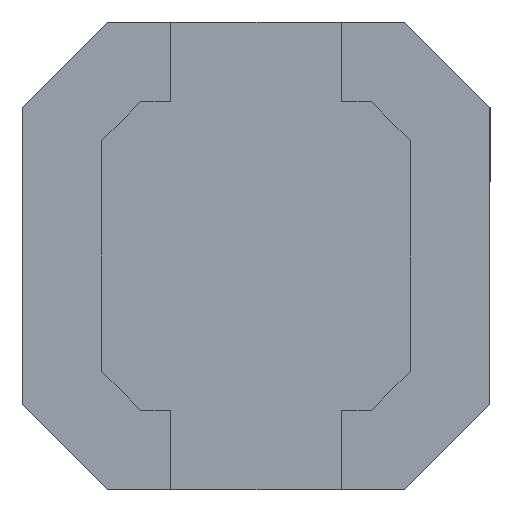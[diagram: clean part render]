
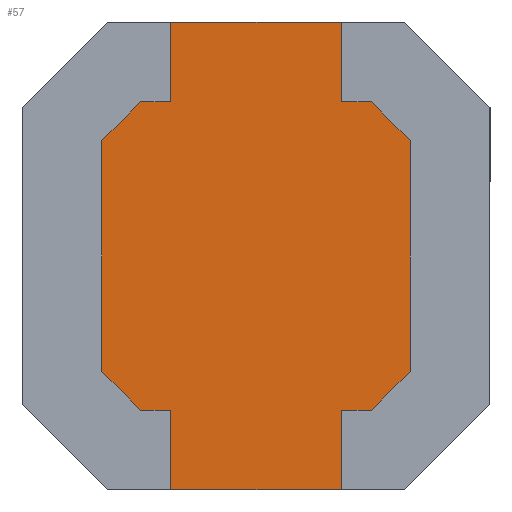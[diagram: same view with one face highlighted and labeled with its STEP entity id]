
A CAD part, front view. The second image highlights one B-rep face of the part: STEP entity #57.
In plain terms, the highlighted planar face has unit normal (0, -1, 0).
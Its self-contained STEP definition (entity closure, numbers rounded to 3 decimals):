
#31 = EDGE_CURVE ( 'NONE', #46, #48, #968, .T. ) ;
#33 = ORIENTED_EDGE ( 'NONE', *, *, #45, .T. ) ;
#34 = ORIENTED_EDGE ( 'NONE', *, *, #58, .F. ) ;
#35 = EDGE_CURVE ( 'NONE', #48, #39, #971, .T. ) ;
#38 = ORIENTED_EDGE ( 'NONE', *, *, #70, .F. ) ;
#39 = VERTEX_POINT ( 'NONE', #993 ) ;
#41 = ORIENTED_EDGE ( 'NONE', *, *, #74, .T. ) ;
#42 = ORIENTED_EDGE ( 'NONE', *, *, #44, .T. ) ;
#43 = ORIENTED_EDGE ( 'NONE', *, *, #35, .T. ) ;
#44 = EDGE_CURVE ( 'NONE', #68, #63, #1016, .T. ) ;
#45 = EDGE_CURVE ( 'NONE', #63, #46, #1006, .T. ) ;
#46 = VERTEX_POINT ( 'NONE', #986 ) ;
#48 = VERTEX_POINT ( 'NONE', #1007 ) ;
#49 = EDGE_CURVE ( 'NONE', #62, #56, #1042, .T. ) ;
#50 = ORIENTED_EDGE ( 'NONE', *, *, #139, .T. ) ;
#53 = VERTEX_POINT ( 'NONE', #1043 ) ;
#54 = EDGE_LOOP ( 'NONE', ( #71, #41, #42, #33, #60, #43, #38, #34, #55, #50, #135, #136, #169, #158, #165, #174 ) ) ;
#55 = ORIENTED_EDGE ( 'NONE', *, *, #49, .F. ) ;
#56 = VERTEX_POINT ( 'NONE', #1046 ) ;
#57 = ADVANCED_FACE ( 'NONE', ( #1034 ), #1038, .F. ) ;
#58 = EDGE_CURVE ( 'NONE', #56, #64, #1066, .T. ) ;
#60 = ORIENTED_EDGE ( 'NONE', *, *, #31, .T. ) ;
#62 = VERTEX_POINT ( 'NONE', #1063 ) ;
#63 = VERTEX_POINT ( 'NONE', #1049 ) ;
#64 = VERTEX_POINT ( 'NONE', #985 ) ;
#68 = VERTEX_POINT ( 'NONE', #1047 ) ;
#69 = VERTEX_POINT ( 'NONE', #1062 ) ;
#70 = EDGE_CURVE ( 'NONE', #64, #39, #1101, .T. ) ;
#71 = ORIENTED_EDGE ( 'NONE', *, *, #72, .F. ) ;
#72 = EDGE_CURVE ( 'NONE', #53, #69, #1096, .T. ) ;
#74 = EDGE_CURVE ( 'NONE', #53, #68, #1087, .T. ) ;
#76 = CARTESIAN_POINT ( 'NONE',  ( 0.75, 0.15, 2.053 ) ) ;
#82 = CARTESIAN_POINT ( 'NONE',  ( 1.013, 0.15, 1.353 ) ) ;
#85 = CARTESIAN_POINT ( 'NONE',  ( 0.75, 0.15, 1.353 ) ) ;
#132 = VERTEX_POINT ( 'NONE', #1258 ) ;
#133 = EDGE_CURVE ( 'NONE', #144, #141, #1275, .T. ) ;
#135 = ORIENTED_EDGE ( 'NONE', *, *, #133, .T. ) ;
#136 = ORIENTED_EDGE ( 'NONE', *, *, #176, .T. ) ;
#139 = EDGE_CURVE ( 'NONE', #62, #144, #1262, .T. ) ;
#141 = VERTEX_POINT ( 'NONE', #1274 ) ;
#144 = VERTEX_POINT ( 'NONE', #1312 ) ;
#158 = ORIENTED_EDGE ( 'NONE', *, *, #170, .F. ) ;
#159 = EDGE_CURVE ( 'NONE', #167, #168, #1332, .T. ) ;
#160 = EDGE_CURVE ( 'NONE', #69, #167, #1327, .T. ) ;
#165 = ORIENTED_EDGE ( 'NONE', *, *, #159, .F. ) ;
#167 = VERTEX_POINT ( 'NONE', #76 ) ;
#168 = VERTEX_POINT ( 'NONE', #85 ) ;
#169 = ORIENTED_EDGE ( 'NONE', *, *, #172, .F. ) ;
#170 = EDGE_CURVE ( 'NONE', #168, #132, #910, .T. ) ;
#172 = EDGE_CURVE ( 'NONE', #132, #177, #697, .T. ) ;
#174 = ORIENTED_EDGE ( 'NONE', *, *, #160, .F. ) ;
#176 = EDGE_CURVE ( 'NONE', #141, #177, #1356, .T. ) ;
#177 = VERTEX_POINT ( 'NONE', #1358 ) ;
#697 = LINE ( 'NONE', #82, #1110 ) ;
#893 = CARTESIAN_POINT ( 'NONE',  ( 0.75, 0.15, 1.353 ) ) ;
#910 = LINE ( 'NONE', #893, #913 ) ;
#912 = DIRECTION ( 'NONE',  ( 1., 0., 0. ) ) ;
#913 = VECTOR ( 'NONE', #912, 1000. ) ;
#963 = CARTESIAN_POINT ( 'NONE',  ( -1.013, 0.15, -1.353 ) ) ;
#965 = DIRECTION ( 'NONE',  ( 0.707, 0., -0.707 ) ) ;
#966 = VECTOR ( 'NONE', #965, 1000. ) ;
#967 = CARTESIAN_POINT ( 'NONE',  ( -1.353, 0.15, -1.013 ) ) ;
#968 = LINE ( 'NONE', #967, #966 ) ;
#971 = LINE ( 'NONE', #963, #988 ) ;
#985 = CARTESIAN_POINT ( 'NONE',  ( -0.75, 0.15, -2.053 ) ) ;
#986 = CARTESIAN_POINT ( 'NONE',  ( -1.353, 0.15, -1.013 ) ) ;
#987 = DIRECTION ( 'NONE',  ( 1., 0., 0. ) ) ;
#988 = VECTOR ( 'NONE', #987, 1000. ) ;
#990 = DIRECTION ( 'NONE',  ( -0.707, 0., -0.707 ) ) ;
#991 = VECTOR ( 'NONE', #990, 1000. ) ;
#992 = CARTESIAN_POINT ( 'NONE',  ( -1.013, 0.15, 1.353 ) ) ;
#993 = CARTESIAN_POINT ( 'NONE',  ( -0.75, 0.15, -1.353 ) ) ;
#1003 = DIRECTION ( 'NONE',  ( 0., 0., -1. ) ) ;
#1004 = VECTOR ( 'NONE', #1003, 1000. ) ;
#1005 = CARTESIAN_POINT ( 'NONE',  ( -1.353, 0.15, 1.013 ) ) ;
#1006 = LINE ( 'NONE', #1005, #1004 ) ;
#1007 = CARTESIAN_POINT ( 'NONE',  ( -1.013, 0.15, -1.353 ) ) ;
#1016 = LINE ( 'NONE', #992, #991 ) ;
#1018 = AXIS2_PLACEMENT_3D ( 'NONE', #1020, #1070, #1069 ) ;
#1020 = CARTESIAN_POINT ( 'NONE',  ( 0.75, 0.15, 2.053 ) ) ;
#1021 = CARTESIAN_POINT ( 'NONE',  ( 0.75, 0.15, -2.053 ) ) ;
#1034 = FACE_OUTER_BOUND ( 'NONE', #54, .T. ) ;
#1038 = PLANE ( 'NONE',  #1018 ) ;
#1039 = DIRECTION ( 'NONE',  ( 0., 0., -1. ) ) ;
#1040 = VECTOR ( 'NONE', #1039, 1000. ) ;
#1041 = CARTESIAN_POINT ( 'NONE',  ( 0.75, 0.15, 2.053 ) ) ;
#1042 = LINE ( 'NONE', #1041, #1040 ) ;
#1043 = CARTESIAN_POINT ( 'NONE',  ( -0.75, 0.15, 1.353 ) ) ;
#1046 = CARTESIAN_POINT ( 'NONE',  ( 0.75, 0.15, -2.053 ) ) ;
#1047 = CARTESIAN_POINT ( 'NONE',  ( -1.013, 0.15, 1.353 ) ) ;
#1049 = CARTESIAN_POINT ( 'NONE',  ( -1.353, 0.15, 1.013 ) ) ;
#1062 = CARTESIAN_POINT ( 'NONE',  ( -0.75, 0.15, 2.053 ) ) ;
#1063 = CARTESIAN_POINT ( 'NONE',  ( 0.75, 0.15, -1.353 ) ) ;
#1064 = DIRECTION ( 'NONE',  ( -1., 0., 0. ) ) ;
#1065 = VECTOR ( 'NONE', #1064, 1000. ) ;
#1066 = LINE ( 'NONE', #1021, #1065 ) ;
#1069 = DIRECTION ( 'NONE',  ( 0., 0., 1. ) ) ;
#1070 = DIRECTION ( 'NONE',  ( 0., 1., 0. ) ) ;
#1084 = DIRECTION ( 'NONE',  ( -1., 0., 0. ) ) ;
#1085 = VECTOR ( 'NONE', #1084, 1000. ) ;
#1086 = CARTESIAN_POINT ( 'NONE',  ( -0.75, 0.15, 1.353 ) ) ;
#1087 = LINE ( 'NONE', #1086, #1085 ) ;
#1093 = DIRECTION ( 'NONE',  ( 0., 0., 1. ) ) ;
#1094 = VECTOR ( 'NONE', #1093, 1000. ) ;
#1095 = CARTESIAN_POINT ( 'NONE',  ( -0.75, 0.15, 2.053 ) ) ;
#1096 = LINE ( 'NONE', #1095, #1094 ) ;
#1098 = DIRECTION ( 'NONE',  ( 0., 0., 1. ) ) ;
#1099 = VECTOR ( 'NONE', #1098, 1000. ) ;
#1100 = CARTESIAN_POINT ( 'NONE',  ( -0.75, 0.15, 2.053 ) ) ;
#1101 = LINE ( 'NONE', #1100, #1099 ) ;
#1110 = VECTOR ( 'NONE', #1119, 1000. ) ;
#1119 = DIRECTION ( 'NONE',  ( 0.707, 0., -0.707 ) ) ;
#1258 = CARTESIAN_POINT ( 'NONE',  ( 1.013, 0.15, 1.353 ) ) ;
#1261 = VECTOR ( 'NONE', #1264, 1000. ) ;
#1262 = LINE ( 'NONE', #1273, #1261 ) ;
#1264 = DIRECTION ( 'NONE',  ( 1., 0., 0. ) ) ;
#1269 = DIRECTION ( 'NONE',  ( 0.707, 0., 0.707 ) ) ;
#1270 = VECTOR ( 'NONE', #1269, 1000. ) ;
#1271 = CARTESIAN_POINT ( 'NONE',  ( 1.013, 0.15, -1.353 ) ) ;
#1273 = CARTESIAN_POINT ( 'NONE',  ( 0.75, 0.15, -1.353 ) ) ;
#1274 = CARTESIAN_POINT ( 'NONE',  ( 1.353, 0.15, -1.013 ) ) ;
#1275 = LINE ( 'NONE', #1271, #1270 ) ;
#1312 = CARTESIAN_POINT ( 'NONE',  ( 1.013, 0.15, -1.353 ) ) ;
#1324 = DIRECTION ( 'NONE',  ( 1., 0., 0. ) ) ;
#1325 = VECTOR ( 'NONE', #1324, 1000. ) ;
#1326 = CARTESIAN_POINT ( 'NONE',  ( 0.75, 0.15, 2.053 ) ) ;
#1327 = LINE ( 'NONE', #1326, #1325 ) ;
#1329 = DIRECTION ( 'NONE',  ( 0., 0., -1. ) ) ;
#1330 = VECTOR ( 'NONE', #1329, 1000. ) ;
#1331 = CARTESIAN_POINT ( 'NONE',  ( 0.75, 0.15, 2.053 ) ) ;
#1332 = LINE ( 'NONE', #1331, #1330 ) ;
#1354 = DIRECTION ( 'NONE',  ( 0., 0., 1. ) ) ;
#1355 = VECTOR ( 'NONE', #1354, 1000. ) ;
#1356 = LINE ( 'NONE', #1367, #1355 ) ;
#1358 = CARTESIAN_POINT ( 'NONE',  ( 1.353, 0.15, 1.013 ) ) ;
#1367 = CARTESIAN_POINT ( 'NONE',  ( 1.353, 0.15, -1.013 ) ) ;
